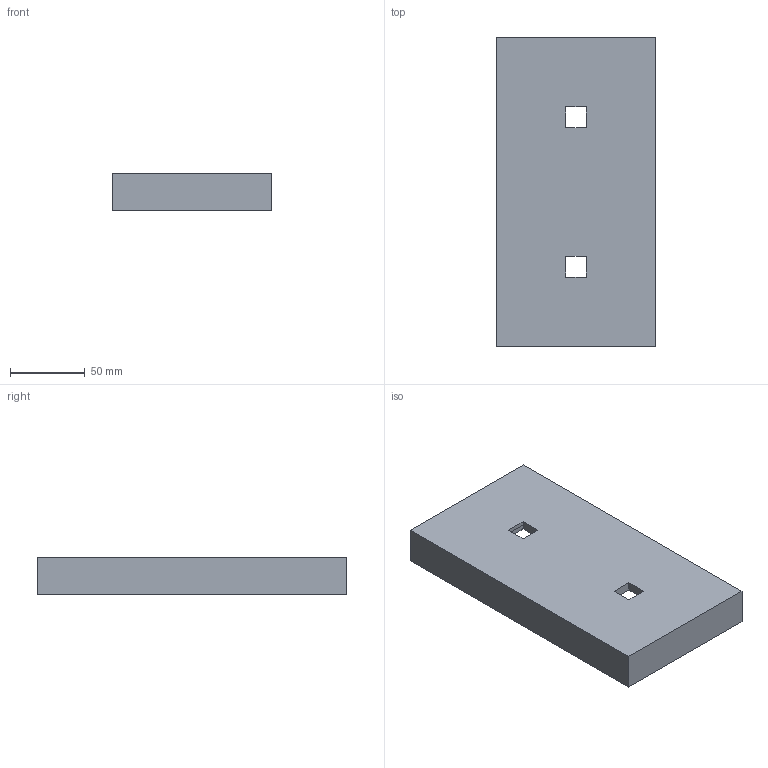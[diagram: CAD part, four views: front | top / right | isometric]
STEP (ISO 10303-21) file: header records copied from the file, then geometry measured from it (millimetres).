
FILE_DESCRIPTION(('FreeCAD Model'),'2;1');
FILE_NAME('Open CASCADE Shape Model','2025-04-16T14:44:58',(''),(''), 'Open CASCADE STEP processor 7.8','FreeCAD','Unknown');
FILE_SCHEMA(('AUTOMOTIVE_DESIGN { 1 0 10303 214 1 1 1 1 }'));
Length unit declared in the file: millimetre
Products named in the file (1): Pocket002
Bounding box: 107 x 207 x 25 mm (x, y, z)
Volume: 103311 mm3; surface area: 71518.9 mm2
Topology: 1 solids, 1 shells, 30 faces, 78 edges, 52 vertices
Faces by surface type: plane 30
Entity records: 932 total; most frequent: CARTESIAN_POINT 161, ORIENTED_EDGE 156, DIRECTION 140, EDGE_CURVE 78, LINE 78, VECTOR 78, VERTEX_POINT 52, FACE_BOUND 36
